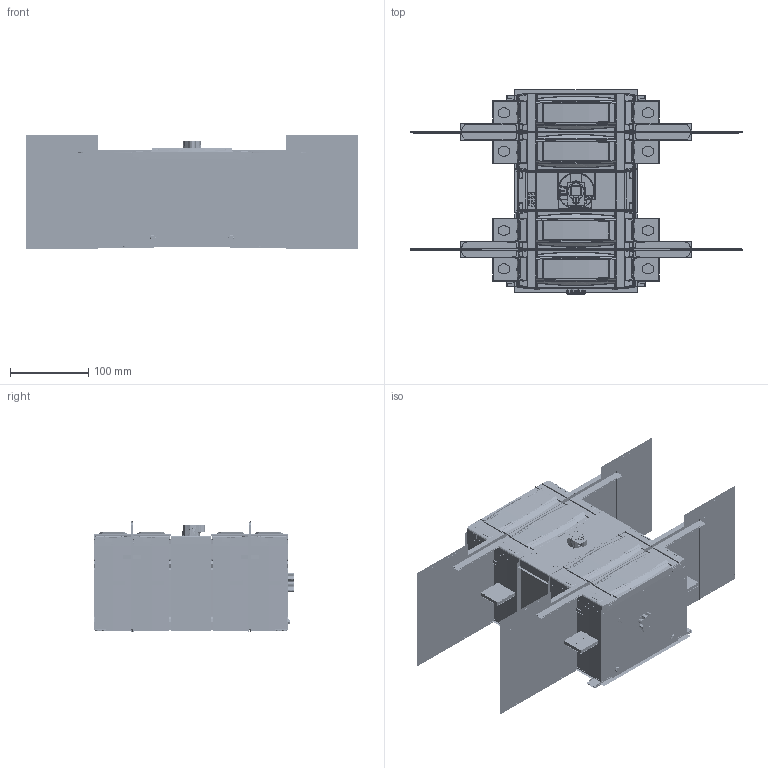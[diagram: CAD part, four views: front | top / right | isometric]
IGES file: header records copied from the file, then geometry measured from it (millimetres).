
Start section:  PTC IGES file: otdc250-600ufv22.igs
Global section: file name: otdc250-600ufv22.igs; native system: Creo Parametric by PTC Inc.; preprocessor: 2017480; author: FIFRSTR; organization: Unknown; date: 20181024.084226; units: millimetre
Bounding box: 423.52 x 260.62 x 144.56 mm (x, y, z)
Volume: 4485528.1 mm3; surface area: 2436850.2 mm2
Topology: 5 solids, 5 shells, 11932 faces, 62084 edges, 77417 vertices
Faces by surface type: bspline 7552, revolution 4216, extrusion 164
